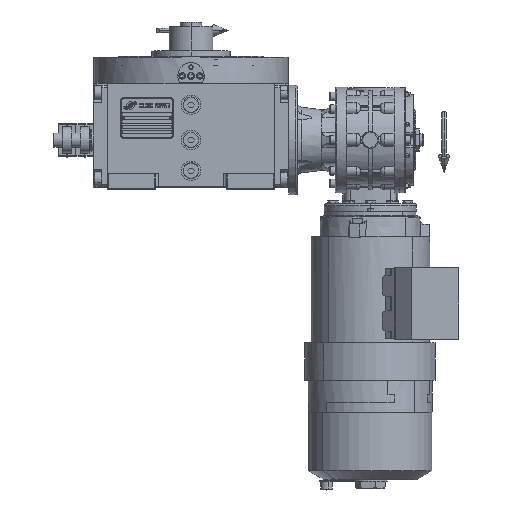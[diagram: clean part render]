
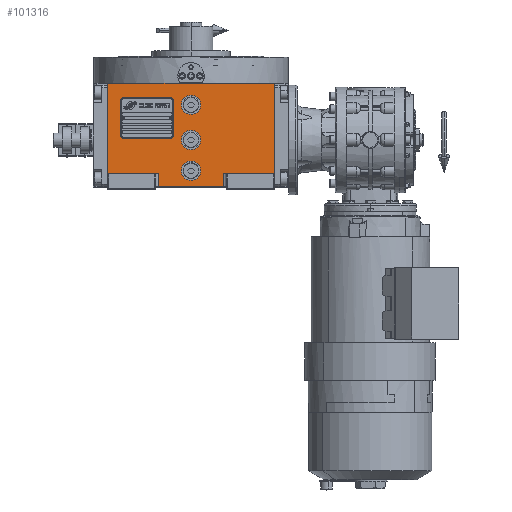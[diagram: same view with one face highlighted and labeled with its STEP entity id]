
A CAD part, top view. The second image highlights one B-rep face of the part: STEP entity #101316.
In plain terms, the highlighted planar face has unit normal (0, 0, 1).
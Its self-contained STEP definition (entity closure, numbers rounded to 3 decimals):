
#562 = ORIENTED_EDGE ( 'NONE', *, *, #97561, .F. ) ;
#905 = ORIENTED_EDGE ( 'NONE', *, *, #26587, .F. ) ;
#1961 = CARTESIAN_POINT ( 'NONE',  ( 0., 40., 163.5 ) ) ;
#2081 = CARTESIAN_POINT ( 'NONE',  ( -37., -38.5, 163.5 ) ) ;
#2981 = CIRCLE ( 'NONE', #21265, 11. ) ;
#3063 = ORIENTED_EDGE ( 'NONE', *, *, #83554, .F. ) ;
#3403 = CIRCLE ( 'NONE', #83470, 11. ) ;
#5523 = VECTOR ( 'NONE', #108985, 1000. ) ;
#6989 = VECTOR ( 'NONE', #103531, 1000. ) ;
#7640 = ORIENTED_EDGE ( 'NONE', *, *, #123231, .F. ) ;
#7750 = DIRECTION ( 'NONE',  ( 0., 1., 0. ) ) ;
#9555 = EDGE_LOOP ( 'NONE', ( #94655, #3063 ) ) ;
#10089 = DIRECTION ( 'NONE',  ( -1., 0., 0. ) ) ;
#11208 = EDGE_CURVE ( 'NONE', #118822, #86975, #70563, .T. ) ;
#13600 = CARTESIAN_POINT ( 'NONE',  ( 11., -35., 163.5 ) ) ;
#13875 = VECTOR ( 'NONE', #16136, 1000. ) ;
#16136 = DIRECTION ( 'NONE',  ( 0., -1., 0. ) ) ;
#16600 = CIRCLE ( 'NONE', #71501, 11. ) ;
#17481 = FACE_BOUND ( 'NONE', #77884, .T. ) ;
#19247 = VERTEX_POINT ( 'NONE', #96165 ) ;
#19592 = ORIENTED_EDGE ( 'NONE', *, *, #113856, .T. ) ;
#21265 = AXIS2_PLACEMENT_3D ( 'NONE', #99248, #55565, #66986 ) ;
#21543 = CARTESIAN_POINT ( 'NONE',  ( 0., -35., 163.5 ) ) ;
#21821 = CARTESIAN_POINT ( 'NONE',  ( 11., 40., 163.5 ) ) ;
#21989 = DIRECTION ( 'NONE',  ( 0., 0., 1. ) ) ;
#22673 = EDGE_CURVE ( 'NONE', #118822, #107810, #39603, .T. ) ;
#26587 = EDGE_CURVE ( 'NONE', #83987, #51017, #16600, .T. ) ;
#27571 = CARTESIAN_POINT ( 'NONE',  ( 37., -38.5, 163.5 ) ) ;
#28217 = FACE_BOUND ( 'NONE', #9555, .T. ) ;
#28937 = CARTESIAN_POINT ( 'NONE',  ( -37., -53.5, 163.5 ) ) ;
#28994 = CARTESIAN_POINT ( 'NONE',  ( -94.5, 64.5, 163.5 ) ) ;
#29531 = EDGE_LOOP ( 'NONE', ( #905, #7640 ) ) ;
#31059 = VERTEX_POINT ( 'NONE', #28994 ) ;
#32467 = DIRECTION ( 'NONE',  ( 1., 0., 0. ) ) ;
#33088 = DIRECTION ( 'NONE',  ( 1., 0., 0. ) ) ;
#35209 = CARTESIAN_POINT ( 'NONE',  ( 94.5, 64.5, 163.5 ) ) ;
#36379 = ORIENTED_EDGE ( 'NONE', *, *, #72444, .F. ) ;
#39115 = EDGE_CURVE ( 'NONE', #117590, #86975, #65322, .T. ) ;
#39603 = LINE ( 'NONE', #83296, #86992 ) ;
#47306 = CARTESIAN_POINT ( 'NONE',  ( 0., 40., 163.5 ) ) ;
#47374 = AXIS2_PLACEMENT_3D ( 'NONE', #141532, #21989, #77128 ) ;
#48739 = DIRECTION ( 'NONE',  ( 0., 0., 1. ) ) ;
#51017 = VERTEX_POINT ( 'NONE', #115808 ) ;
#52170 = LINE ( 'NONE', #85811, #111448 ) ;
#53229 = VECTOR ( 'NONE', #33088, 1000. ) ;
#54837 = VERTEX_POINT ( 'NONE', #139586 ) ;
#55565 = DIRECTION ( 'NONE',  ( 0., 0., 1. ) ) ;
#56535 = VECTOR ( 'NONE', #116275, 1000. ) ;
#56858 = CARTESIAN_POINT ( 'NONE',  ( 37., -38.5, 163.5 ) ) ;
#59851 = CARTESIAN_POINT ( 'NONE',  ( -94.5, -38.5, 163.5 ) ) ;
#61795 = DIRECTION ( 'NONE',  ( 1., 0., 0. ) ) ;
#63108 = ORIENTED_EDGE ( 'NONE', *, *, #11208, .F. ) ;
#63809 = DIRECTION ( 'NONE',  ( 0., 0., 1. ) ) ;
#63986 = FACE_OUTER_BOUND ( 'NONE', #110311, .T. ) ;
#65322 = LINE ( 'NONE', #87550, #5523 ) ;
#66368 = EDGE_CURVE ( 'NONE', #54837, #100586, #3403, .T. ) ;
#66986 = DIRECTION ( 'NONE',  ( 1., 0., 0. ) ) ;
#70563 = LINE ( 'NONE', #27571, #13875 ) ;
#71501 = AXIS2_PLACEMENT_3D ( 'NONE', #47306, #48739, #91013 ) ;
#72444 = EDGE_CURVE ( 'NONE', #102950, #31059, #76251, .T. ) ;
#74714 = DIRECTION ( 'NONE',  ( 0., 0., 1. ) ) ;
#75170 = VECTOR ( 'NONE', #107749, 1000. ) ;
#76251 = LINE ( 'NONE', #119882, #75170 ) ;
#77128 = DIRECTION ( 'NONE',  ( -1., 0., 0. ) ) ;
#77884 = EDGE_LOOP ( 'NONE', ( #89441, #112239 ) ) ;
#78421 = CARTESIAN_POINT ( 'NONE',  ( 37., -53.5, 163.5 ) ) ;
#83296 = CARTESIAN_POINT ( 'NONE',  ( 37., -38.5, 163.5 ) ) ;
#83470 = AXIS2_PLACEMENT_3D ( 'NONE', #21543, #63809, #10089 ) ;
#83554 = EDGE_CURVE ( 'NONE', #94573, #19247, #125076, .T. ) ;
#83938 = ORIENTED_EDGE ( 'NONE', *, *, #39115, .T. ) ;
#83987 = VERTEX_POINT ( 'NONE', #21821 ) ;
#84967 = ORIENTED_EDGE ( 'NONE', *, *, #125393, .F. ) ;
#85356 = CARTESIAN_POINT ( 'NONE',  ( -94.5, -38.5, 163.5 ) ) ;
#85811 = CARTESIAN_POINT ( 'NONE',  ( 94.5, -38.5, 163.5 ) ) ;
#86975 = VERTEX_POINT ( 'NONE', #78421 ) ;
#86992 = VECTOR ( 'NONE', #61795, 1000. ) ;
#87254 = DIRECTION ( 'NONE',  ( -1., 0., 0. ) ) ;
#87550 = CARTESIAN_POINT ( 'NONE',  ( -37., -53.5, 163.5 ) ) ;
#89441 = ORIENTED_EDGE ( 'NONE', *, *, #124521, .F. ) ;
#89664 = CARTESIAN_POINT ( 'NONE',  ( -94.5, 64.5, 163.5 ) ) ;
#90360 = LINE ( 'NONE', #89664, #53229 ) ;
#90750 = VERTEX_POINT ( 'NONE', #2081 ) ;
#91013 = DIRECTION ( 'NONE',  ( 1., 0., 0. ) ) ;
#93511 = LINE ( 'NONE', #59851, #6989 ) ;
#94573 = VERTEX_POINT ( 'NONE', #139478 ) ;
#94655 = ORIENTED_EDGE ( 'NONE', *, *, #123691, .F. ) ;
#96165 = CARTESIAN_POINT ( 'NONE',  ( 11., 0., 163.5 ) ) ;
#96661 = CARTESIAN_POINT ( 'NONE',  ( -37., -53.5, 163.5 ) ) ;
#96798 = DIRECTION ( 'NONE',  ( 1., 0., 0. ) ) ;
#97561 = EDGE_CURVE ( 'NONE', #31059, #120273, #90360, .T. ) ;
#99248 = CARTESIAN_POINT ( 'NONE',  ( 0., 0., 163.5 ) ) ;
#100586 = VERTEX_POINT ( 'NONE', #13600 ) ;
#100801 = DIRECTION ( 'NONE',  ( 0., 0., 1. ) ) ;
#101316 = ADVANCED_FACE ( 'NONE', ( #28217, #17481, #106938, #63986 ), #117660, .T. ) ;
#101553 = CIRCLE ( 'NONE', #112948, 11. ) ;
#102950 = VERTEX_POINT ( 'NONE', #85356 ) ;
#103531 = DIRECTION ( 'NONE',  ( 1., 0., 0. ) ) ;
#106431 = EDGE_CURVE ( 'NONE', #102950, #90750, #93511, .T. ) ;
#106938 = FACE_BOUND ( 'NONE', #29531, .T. ) ;
#107007 = CIRCLE ( 'NONE', #116075, 11. ) ;
#107749 = DIRECTION ( 'NONE',  ( 0., 1., 0. ) ) ;
#107810 = VERTEX_POINT ( 'NONE', #125558 ) ;
#108985 = DIRECTION ( 'NONE',  ( 1., 0., 0. ) ) ;
#110311 = EDGE_LOOP ( 'NONE', ( #83938, #63108, #138311, #19592, #562, #36379, #112554, #84967 ) ) ;
#111448 = VECTOR ( 'NONE', #7750, 1000. ) ;
#112239 = ORIENTED_EDGE ( 'NONE', *, *, #66368, .F. ) ;
#112554 = ORIENTED_EDGE ( 'NONE', *, *, #106431, .T. ) ;
#112948 = AXIS2_PLACEMENT_3D ( 'NONE', #1961, #100801, #87254 ) ;
#113856 = EDGE_CURVE ( 'NONE', #107810, #120273, #52170, .T. ) ;
#115808 = CARTESIAN_POINT ( 'NONE',  ( -11., 40., 163.5 ) ) ;
#116075 = AXIS2_PLACEMENT_3D ( 'NONE', #131738, #119622, #96798 ) ;
#116275 = DIRECTION ( 'NONE',  ( 0., 1., 0. ) ) ;
#117590 = VERTEX_POINT ( 'NONE', #96661 ) ;
#117660 = PLANE ( 'NONE',  #118391 ) ;
#118356 = CARTESIAN_POINT ( 'NONE',  ( -94.5, -53.5, 163.5 ) ) ;
#118391 = AXIS2_PLACEMENT_3D ( 'NONE', #118356, #74714, #32467 ) ;
#118822 = VERTEX_POINT ( 'NONE', #56858 ) ;
#119622 = DIRECTION ( 'NONE',  ( 0., 0., 1. ) ) ;
#119882 = CARTESIAN_POINT ( 'NONE',  ( -94.5, -38.5, 163.5 ) ) ;
#120273 = VERTEX_POINT ( 'NONE', #35209 ) ;
#123231 = EDGE_CURVE ( 'NONE', #51017, #83987, #101553, .T. ) ;
#123691 = EDGE_CURVE ( 'NONE', #19247, #94573, #2981, .T. ) ;
#124521 = EDGE_CURVE ( 'NONE', #100586, #54837, #107007, .T. ) ;
#125076 = CIRCLE ( 'NONE', #47374, 11. ) ;
#125393 = EDGE_CURVE ( 'NONE', #117590, #90750, #126989, .T. ) ;
#125558 = CARTESIAN_POINT ( 'NONE',  ( 94.5, -38.5, 163.5 ) ) ;
#126989 = LINE ( 'NONE', #28937, #56535 ) ;
#131738 = CARTESIAN_POINT ( 'NONE',  ( 0., -35., 163.5 ) ) ;
#138311 = ORIENTED_EDGE ( 'NONE', *, *, #22673, .T. ) ;
#139478 = CARTESIAN_POINT ( 'NONE',  ( -11., 0., 163.5 ) ) ;
#139586 = CARTESIAN_POINT ( 'NONE',  ( -11., -35., 163.5 ) ) ;
#141532 = CARTESIAN_POINT ( 'NONE',  ( 0., 0., 163.5 ) ) ;
